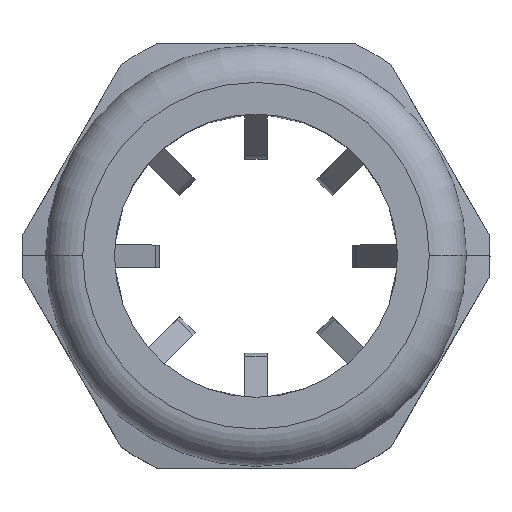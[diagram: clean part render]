
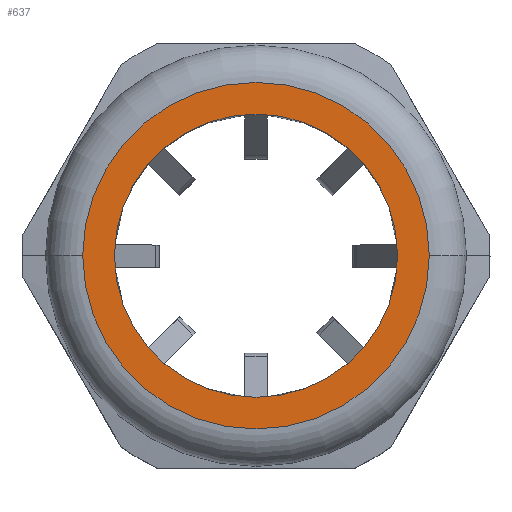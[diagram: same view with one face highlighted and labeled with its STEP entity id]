
A CAD part, top view. The second image highlights one B-rep face of the part: STEP entity #637.
In plain terms, the highlighted planar face has unit normal (0, 0, 1).
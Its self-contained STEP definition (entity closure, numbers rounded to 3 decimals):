
#108 = AXIS2_PLACEMENT_3D ( 'NONE', #1271, #1272, #1273 ) ;
#115 = AXIS2_PLACEMENT_3D ( 'NONE', #1268, #1269, #1270 ) ;
#269 = CIRCLE ( 'NONE', #1997, 23.25 ) ;
#277 = CIRCLE ( 'NONE', #2009, 19. ) ;
#331 = CIRCLE ( 'NONE', #108, 23.25 ) ;
#332 = CIRCLE ( 'NONE', #115, 19. ) ;
#460 = EDGE_CURVE ( 'NONE', #1475, #1476, #332, .T. ) ;
#461 = EDGE_CURVE ( 'NONE', #1468, #1467, #331, .T. ) ;
#601 = EDGE_CURVE ( 'NONE', #1476, #1475, #277, .T. ) ;
#609 = EDGE_CURVE ( 'NONE', #1467, #1468, #269, .T. ) ;
#637 = ADVANCED_FACE ( 'NONE', ( #1952, #1947 ), #2876, .T. ) ;
#1268 = CARTESIAN_POINT ( 'NONE',  ( 0., 0., 44. ) ) ;
#1269 = DIRECTION ( 'NONE',  ( 0., 0., 1. ) ) ;
#1270 = DIRECTION ( 'NONE',  ( 1., 0., 0. ) ) ;
#1271 = CARTESIAN_POINT ( 'NONE',  ( 0., 0., 44. ) ) ;
#1272 = DIRECTION ( 'NONE',  ( 0., 0., 1. ) ) ;
#1273 = DIRECTION ( 'NONE',  ( 1., 0., 0. ) ) ;
#1467 = VERTEX_POINT ( 'NONE', #2168 ) ;
#1468 = VERTEX_POINT ( 'NONE', #2169 ) ;
#1475 = VERTEX_POINT ( 'NONE', #2176 ) ;
#1476 = VERTEX_POINT ( 'NONE', #2177 ) ;
#1945 = AXIS2_PLACEMENT_3D ( 'NONE', #2877, #2878, #2879 ) ;
#1947 = FACE_OUTER_BOUND ( 'NONE', #2988, .T. ) ;
#1952 = FACE_BOUND ( 'NONE', #2992, .T. ) ;
#1997 = AXIS2_PLACEMENT_3D ( 'NONE', #2784, #2785, #2786 ) ;
#2009 = AXIS2_PLACEMENT_3D ( 'NONE', #2755, #2759, #2760 ) ;
#2168 = CARTESIAN_POINT ( 'NONE',  ( 23.25, 0., 44. ) ) ;
#2169 = CARTESIAN_POINT ( 'NONE',  ( -23.25, 0., 44. ) ) ;
#2176 = CARTESIAN_POINT ( 'NONE',  ( 19., 0., 44. ) ) ;
#2177 = CARTESIAN_POINT ( 'NONE',  ( -19., 0., 44. ) ) ;
#2755 = CARTESIAN_POINT ( 'NONE',  ( 0., 0., 44. ) ) ;
#2759 = DIRECTION ( 'NONE',  ( 0., 0., 1. ) ) ;
#2760 = DIRECTION ( 'NONE',  ( 1., 0., 0. ) ) ;
#2784 = CARTESIAN_POINT ( 'NONE',  ( 0., 0., 44. ) ) ;
#2785 = DIRECTION ( 'NONE',  ( 0., 0., 1. ) ) ;
#2786 = DIRECTION ( 'NONE',  ( 1., 0., 0. ) ) ;
#2876 = PLANE ( 'NONE',  #1945 ) ;
#2877 = CARTESIAN_POINT ( 'NONE',  ( 0., 0., 44. ) ) ;
#2878 = DIRECTION ( 'NONE',  ( 0., 0., 1. ) ) ;
#2879 = DIRECTION ( 'NONE',  ( 1., 0., 0. ) ) ;
#2988 = EDGE_LOOP ( 'NONE', ( #3096, #3100 ) ) ;
#2992 = EDGE_LOOP ( 'NONE', ( #3097, #3099 ) ) ;
#3096 = ORIENTED_EDGE ( 'NONE', *, *, #609, .T. ) ;
#3097 = ORIENTED_EDGE ( 'NONE', *, *, #460, .F. ) ;
#3099 = ORIENTED_EDGE ( 'NONE', *, *, #601, .F. ) ;
#3100 = ORIENTED_EDGE ( 'NONE', *, *, #461, .T. ) ;
